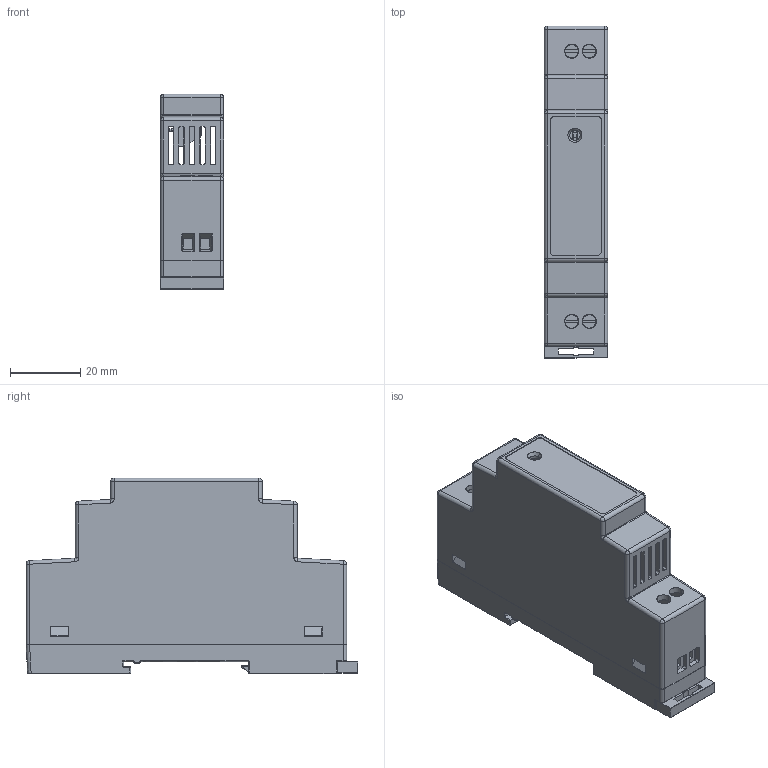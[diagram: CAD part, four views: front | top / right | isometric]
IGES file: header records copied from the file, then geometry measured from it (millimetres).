
Start section: SolidWorks IGES file using analytic representation for surfaces
Global section: file name: RZI10-XX-M-3D.IGS; native system: SolidWorks 2016; preprocessor: SolidWorks 2016; author: pikusl; date: 160620.122314; units: millimetre
Bounding box: 18 x 94.2 x 55.6 mm (x, y, z)
Surface area: 39601.1 mm2 (no closed solid volume)
Topology: 0 solids, 0 shells, 1143 faces, 8092 edges, 8038 vertices
Faces by surface type: bspline 736, revolution 407
